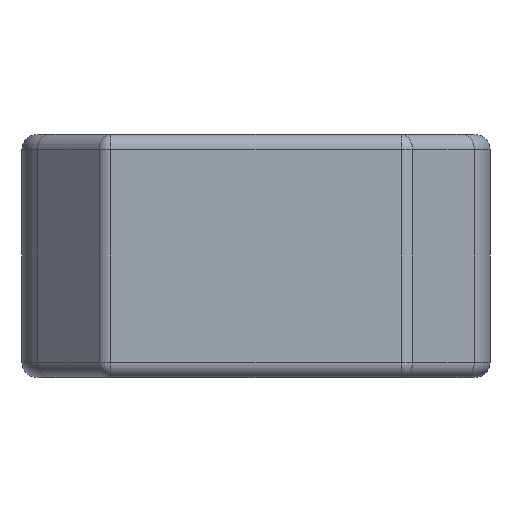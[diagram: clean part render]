
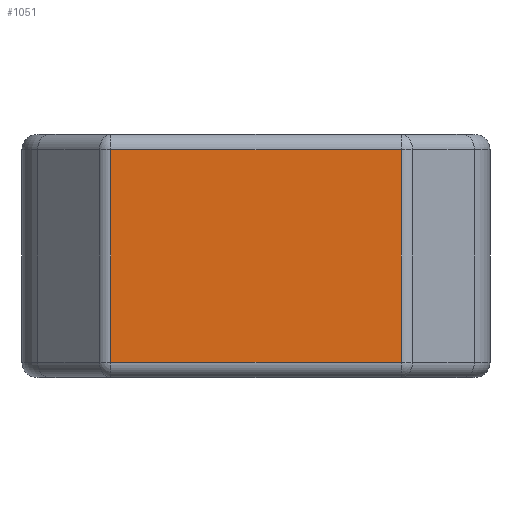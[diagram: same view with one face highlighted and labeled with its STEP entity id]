
A CAD part, front view. The second image highlights one B-rep face of the part: STEP entity #1051.
In plain terms, the highlighted planar face has unit normal (0, -1, 0).
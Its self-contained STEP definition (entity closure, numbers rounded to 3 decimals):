
#3 = CARTESIAN_POINT ( 'NONE',  ( 4.777, -5., 4. ) ) ;
#7 = CARTESIAN_POINT ( 'NONE',  ( -4.777, -5., 4. ) ) ;
#39 = VECTOR ( 'NONE', #1101, 1000. ) ;
#83 = LINE ( 'NONE', #1155, #743 ) ;
#93 = CARTESIAN_POINT ( 'NONE',  ( 4.777, -5., -3.5 ) ) ;
#121 = CARTESIAN_POINT ( 'NONE',  ( 5., -5., -3.5 ) ) ;
#149 = EDGE_CURVE ( 'NONE', #797, #712, #924, .T. ) ;
#254 = ORIENTED_EDGE ( 'NONE', *, *, #1018, .T. ) ;
#273 = CARTESIAN_POINT ( 'NONE',  ( 4.777, -5., 3.5 ) ) ;
#285 = DIRECTION ( 'NONE',  ( 0., 0., -1. ) ) ;
#348 = DIRECTION ( 'NONE',  ( 0., 1., 0. ) ) ;
#357 = PLANE ( 'NONE',  #955 ) ;
#382 = ORIENTED_EDGE ( 'NONE', *, *, #906, .T. ) ;
#432 = DIRECTION ( 'NONE',  ( -1., 0., 0. ) ) ;
#453 = DIRECTION ( 'NONE',  ( -1., 0., 0. ) ) ;
#455 = ORIENTED_EDGE ( 'NONE', *, *, #149, .T. ) ;
#484 = VECTOR ( 'NONE', #285, 1000. ) ;
#510 = DIRECTION ( 'NONE',  ( 0., 0., 1. ) ) ;
#573 = EDGE_LOOP ( 'NONE', ( #382, #455, #1033, #254 ) ) ;
#615 = EDGE_CURVE ( 'NONE', #712, #634, #986, .T. ) ;
#634 = VERTEX_POINT ( 'NONE', #273 ) ;
#660 = CARTESIAN_POINT ( 'NONE',  ( -4.777, -5., 3.5 ) ) ;
#709 = VECTOR ( 'NONE', #510, 1000. ) ;
#712 = VERTEX_POINT ( 'NONE', #93 ) ;
#743 = VECTOR ( 'NONE', #453, 1000. ) ;
#796 = FACE_OUTER_BOUND ( 'NONE', #573, .T. ) ;
#797 = VERTEX_POINT ( 'NONE', #913 ) ;
#818 = LINE ( 'NONE', #7, #484 ) ;
#906 = EDGE_CURVE ( 'NONE', #990, #797, #818, .T. ) ;
#913 = CARTESIAN_POINT ( 'NONE',  ( -4.777, -5., -3.5 ) ) ;
#924 = LINE ( 'NONE', #121, #39 ) ;
#955 = AXIS2_PLACEMENT_3D ( 'NONE', #976, #348, #432 ) ;
#976 = CARTESIAN_POINT ( 'NONE',  ( -5., -5., 4. ) ) ;
#986 = LINE ( 'NONE', #3, #709 ) ;
#990 = VERTEX_POINT ( 'NONE', #660 ) ;
#1018 = EDGE_CURVE ( 'NONE', #634, #990, #83, .T. ) ;
#1033 = ORIENTED_EDGE ( 'NONE', *, *, #615, .T. ) ;
#1051 = ADVANCED_FACE ( 'NONE', ( #796 ), #357, .F. ) ;
#1101 = DIRECTION ( 'NONE',  ( 1., 0., 0. ) ) ;
#1155 = CARTESIAN_POINT ( 'NONE',  ( -5., -5., 3.5 ) ) ;
